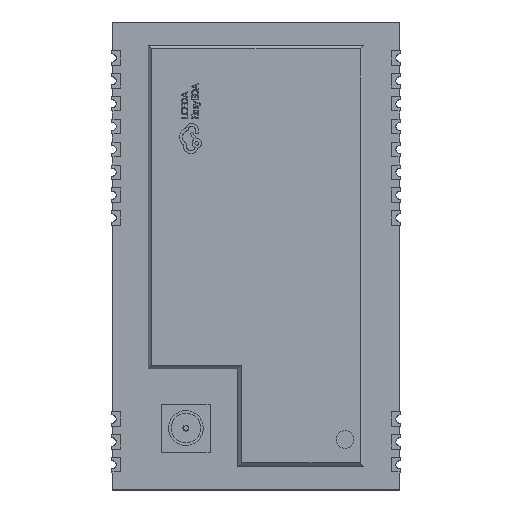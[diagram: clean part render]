
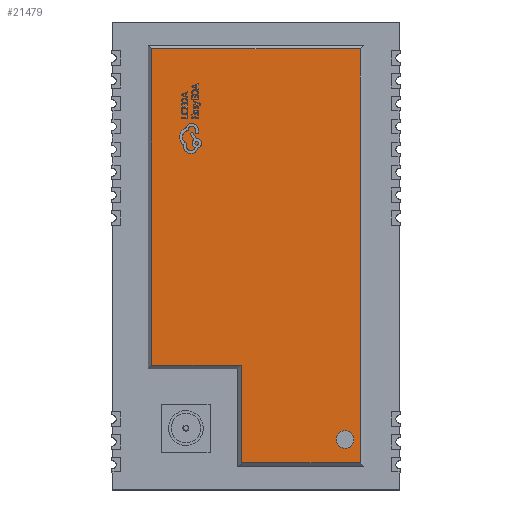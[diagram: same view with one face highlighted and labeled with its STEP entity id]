
A CAD part, top view. The second image highlights one B-rep face of the part: STEP entity #21479.
In plain terms, the highlighted planar face has unit normal (0, 0, 1).
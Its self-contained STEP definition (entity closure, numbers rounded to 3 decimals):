
#431 = CARTESIAN_POINT ( 'NONE',  ( -5.8, -6.069, 3.15 ) ) ;
#588 = LINE ( 'NONE', #728, #19804 ) ;
#728 = CARTESIAN_POINT ( 'NONE',  ( 5.8, 11.7, 3.15 ) ) ;
#1054 = CARTESIAN_POINT ( 'NONE',  ( 4.466, -10.195, 3.15 ) ) ;
#1303 = AXIS2_PLACEMENT_3D ( 'NONE', #21387, #17692, #7808 ) ;
#2252 = VERTEX_POINT ( 'NONE', #22862 ) ;
#2360 = EDGE_CURVE ( 'NONE', #21135, #4481, #7691, .T. ) ;
#2860 = DIRECTION ( 'NONE',  ( 1., 0., 0. ) ) ;
#2914 = FACE_BOUND ( 'NONE', #16615, .T. ) ;
#2938 = VERTEX_POINT ( 'NONE', #1054 ) ;
#3019 = EDGE_CURVE ( 'NONE', #13940, #17228, #22407, .T. ) ;
#3163 = CARTESIAN_POINT ( 'NONE',  ( 0., 0., 3.15 ) ) ;
#3605 = EDGE_CURVE ( 'NONE', #10905, #13940, #24560, .T. ) ;
#4051 = CIRCLE ( 'NONE', #13712, 0.488 ) ;
#4481 = VERTEX_POINT ( 'NONE', #20189 ) ;
#4548 = ORIENTED_EDGE ( 'NONE', *, *, #13939, .F. ) ;
#4946 = ORIENTED_EDGE ( 'NONE', *, *, #22488, .T. ) ;
#6283 = LINE ( 'NONE', #19880, #20248 ) ;
#6468 = CARTESIAN_POINT ( 'NONE',  ( -0.807, -6.069, 3.15 ) ) ;
#6830 = ORIENTED_EDGE ( 'NONE', *, *, #19446, .F. ) ;
#7691 = LINE ( 'NONE', #23754, #13576 ) ;
#7808 = DIRECTION ( 'NONE',  ( 1., 0., 0. ) ) ;
#8618 = LINE ( 'NONE', #12338, #12080 ) ;
#8993 = ORIENTED_EDGE ( 'NONE', *, *, #3605, .T. ) ;
#9003 = VECTOR ( 'NONE', #13094, 1000. ) ;
#9665 = VERTEX_POINT ( 'NONE', #21255 ) ;
#9967 = CARTESIAN_POINT ( 'NONE',  ( -5.8, 11.5, 3.15 ) ) ;
#10197 = DIRECTION ( 'NONE',  ( 0., -1., 0. ) ) ;
#10905 = VERTEX_POINT ( 'NONE', #9967 ) ;
#11196 = DIRECTION ( 'NONE',  ( 1., 0., 0. ) ) ;
#12080 = VECTOR ( 'NONE', #10197, 1000. ) ;
#12141 = VECTOR ( 'NONE', #20429, 1000. ) ;
#12338 = CARTESIAN_POINT ( 'NONE',  ( -0.807, -11.7, 3.15 ) ) ;
#12496 = AXIS2_PLACEMENT_3D ( 'NONE', #3163, #20950, #11196 ) ;
#13094 = DIRECTION ( 'NONE',  ( 0., -1., 0. ) ) ;
#13535 = CIRCLE ( 'NONE', #1303, 0.488 ) ;
#13576 = VECTOR ( 'NONE', #13758, 1000. ) ;
#13712 = AXIS2_PLACEMENT_3D ( 'NONE', #18536, #20498, #2860 ) ;
#13758 = DIRECTION ( 'NONE',  ( 1., 0., 0. ) ) ;
#13939 = EDGE_CURVE ( 'NONE', #2252, #2938, #4051, .T. ) ;
#13940 = VERTEX_POINT ( 'NONE', #431 ) ;
#14015 = ORIENTED_EDGE ( 'NONE', *, *, #19231, .T. ) ;
#14068 = EDGE_LOOP ( 'NONE', ( #4946, #14015, #8993, #20657, #15100, #25305 ) ) ;
#14086 = CARTESIAN_POINT ( 'NONE',  ( -0.807, -11.5, 3.15 ) ) ;
#14848 = DIRECTION ( 'NONE',  ( 0., 1., 0. ) ) ;
#15100 = ORIENTED_EDGE ( 'NONE', *, *, #16823, .T. ) ;
#16168 = DIRECTION ( 'NONE',  ( -1., 0., 0. ) ) ;
#16615 = EDGE_LOOP ( 'NONE', ( #4548, #6830 ) ) ;
#16823 = EDGE_CURVE ( 'NONE', #17228, #21135, #8618, .T. ) ;
#17228 = VERTEX_POINT ( 'NONE', #6468 ) ;
#17692 = DIRECTION ( 'NONE',  ( 0., 0., 1. ) ) ;
#18536 = CARTESIAN_POINT ( 'NONE',  ( 4.954, -10.195, 3.15 ) ) ;
#19231 = EDGE_CURVE ( 'NONE', #9665, #10905, #6283, .T. ) ;
#19446 = EDGE_CURVE ( 'NONE', #2938, #2252, #13535, .T. ) ;
#19804 = VECTOR ( 'NONE', #14848, 1000. ) ;
#19880 = CARTESIAN_POINT ( 'NONE',  ( -6., 11.5, 3.15 ) ) ;
#20189 = CARTESIAN_POINT ( 'NONE',  ( 5.8, -11.5, 3.15 ) ) ;
#20248 = VECTOR ( 'NONE', #16168, 1000. ) ;
#20429 = DIRECTION ( 'NONE',  ( 1., 0., 0. ) ) ;
#20498 = DIRECTION ( 'NONE',  ( 0., 0., 1. ) ) ;
#20657 = ORIENTED_EDGE ( 'NONE', *, *, #3019, .T. ) ;
#20950 = DIRECTION ( 'NONE',  ( 0., 0., 1. ) ) ;
#21135 = VERTEX_POINT ( 'NONE', #14086 ) ;
#21255 = CARTESIAN_POINT ( 'NONE',  ( 5.8, 11.5, 3.15 ) ) ;
#21298 = CARTESIAN_POINT ( 'NONE',  ( -1.007, -6.069, 3.15 ) ) ;
#21387 = CARTESIAN_POINT ( 'NONE',  ( 4.954, -10.195, 3.15 ) ) ;
#21479 = ADVANCED_FACE ( 'NONE', ( #23194, #2914 ), #23562, .T. ) ;
#22407 = LINE ( 'NONE', #21298, #12141 ) ;
#22488 = EDGE_CURVE ( 'NONE', #4481, #9665, #588, .T. ) ;
#22711 = CARTESIAN_POINT ( 'NONE',  ( -5.8, -6.269, 3.15 ) ) ;
#22862 = CARTESIAN_POINT ( 'NONE',  ( 5.442, -10.195, 3.15 ) ) ;
#23194 = FACE_OUTER_BOUND ( 'NONE', #14068, .T. ) ;
#23562 = PLANE ( 'NONE',  #12496 ) ;
#23754 = CARTESIAN_POINT ( 'NONE',  ( 6., -11.5, 3.15 ) ) ;
#24560 = LINE ( 'NONE', #22711, #9003 ) ;
#25305 = ORIENTED_EDGE ( 'NONE', *, *, #2360, .T. ) ;
